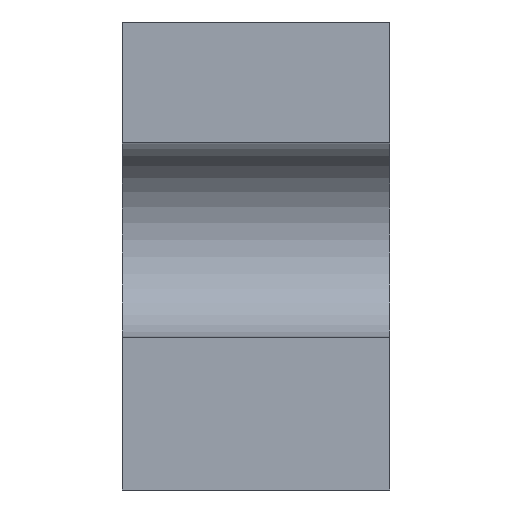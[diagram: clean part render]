
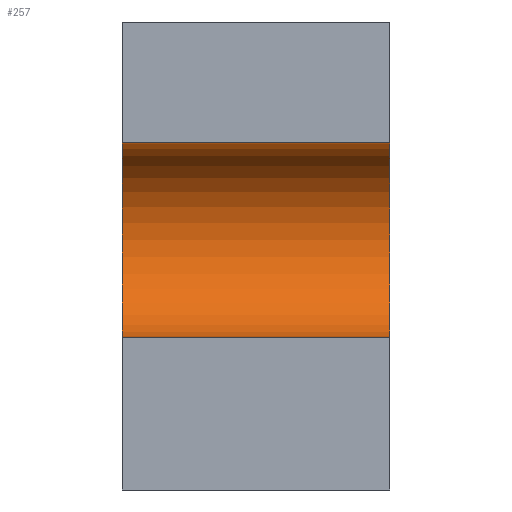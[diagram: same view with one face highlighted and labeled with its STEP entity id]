
A CAD part, left-side view. The second image highlights one B-rep face of the part: STEP entity #257.
In plain terms, the highlighted cylindrical face has radius 1.9 mm (diameter 3.8 mm), a partial arc.
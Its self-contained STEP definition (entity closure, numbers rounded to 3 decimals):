
#27=FACE_OUTER_BOUND('',#41,.T.);
#41=EDGE_LOOP('',(#183,#184,#185,#186));
#55=LINE('',#379,#87);
#56=LINE('',#382,#88);
#87=VECTOR('',#309,10.);
#88=VECTOR('',#312,10.);
#119=CIRCLE('',#286,1.9);
#120=CIRCLE('',#287,1.9);
#123=VERTEX_POINT('',#375);
#124=VERTEX_POINT('',#376);
#125=VERTEX_POINT('',#378);
#126=VERTEX_POINT('',#380);
#147=EDGE_CURVE('',#123,#124,#119,.T.);
#148=EDGE_CURVE('',#125,#123,#55,.T.);
#149=EDGE_CURVE('',#126,#125,#120,.T.);
#150=EDGE_CURVE('',#124,#126,#56,.T.);
#183=ORIENTED_EDGE('',*,*,#147,.F.);
#184=ORIENTED_EDGE('',*,*,#148,.F.);
#185=ORIENTED_EDGE('',*,*,#149,.F.);
#186=ORIENTED_EDGE('',*,*,#150,.F.);
#255=CYLINDRICAL_SURFACE('',#285,1.9);
#257=ADVANCED_FACE('',(#27),#255,.F.);
#285=AXIS2_PLACEMENT_3D('',#374,#305,#306);
#286=AXIS2_PLACEMENT_3D('',#377,#307,#308);
#287=AXIS2_PLACEMENT_3D('',#381,#310,#311);
#305=DIRECTION('center_axis',(0.,-1.,0.));
#306=DIRECTION('ref_axis',(0.,0.,1.));
#307=DIRECTION('center_axis',(0.,1.,0.));
#308=DIRECTION('ref_axis',(0.,0.,1.));
#309=DIRECTION('',(0.,-1.,0.));
#310=DIRECTION('center_axis',(0.,-1.,0.));
#311=DIRECTION('ref_axis',(0.,0.,1.));
#312=DIRECTION('',(0.,1.,0.));
#374=CARTESIAN_POINT('Origin',(-37.6,12.154,-245.257));
#375=CARTESIAN_POINT('',(-37.6,6.954,-243.357));
#376=CARTESIAN_POINT('',(-37.6,6.954,-247.157));
#377=CARTESIAN_POINT('Origin',(-37.6,6.954,-245.257));
#378=CARTESIAN_POINT('',(-37.6,12.154,-243.357));
#379=CARTESIAN_POINT('',(-37.6,12.154,-243.357));
#380=CARTESIAN_POINT('',(-37.6,12.154,-247.157));
#381=CARTESIAN_POINT('Origin',(-37.6,12.154,-245.257));
#382=CARTESIAN_POINT('',(-37.6,12.154,-247.157));
